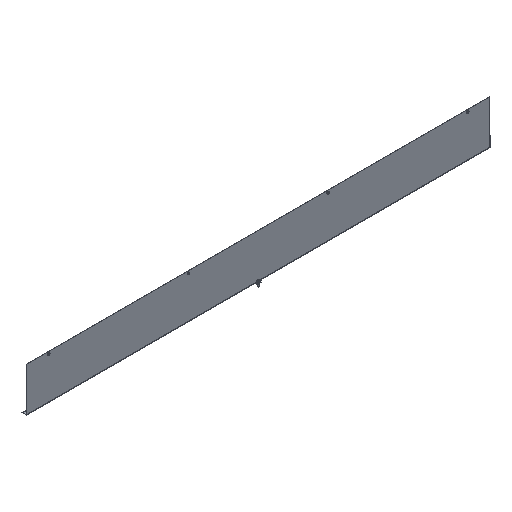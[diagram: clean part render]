
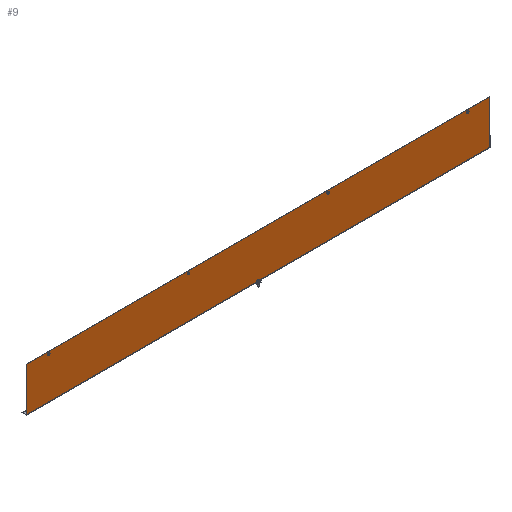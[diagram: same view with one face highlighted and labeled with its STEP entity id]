
A CAD part, isometric view. The second image highlights one B-rep face of the part: STEP entity #9.
In plain terms, the highlighted planar face has unit normal (0, -1, 0).
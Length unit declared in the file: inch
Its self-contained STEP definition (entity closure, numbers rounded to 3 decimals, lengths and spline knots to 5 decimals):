
#2 = ORIENTED_EDGE ( 'NONE', *, *, #626, .T. ) ;
#9 = ADVANCED_FACE ( 'NONE', ( #921, #1659, #1803, #1245, #1370 ), #1823, .T. ) ;
#14 = DIRECTION ( 'NONE',  ( -1., 0., 0. ) ) ;
#180 = DIRECTION ( 'NONE',  ( 0., 0., -1. ) ) ;
#256 = AXIS2_PLACEMENT_3D ( 'NONE', #745, #780, #758 ) ;
#314 = VERTEX_POINT ( 'NONE', #1802 ) ;
#334 = VECTOR ( 'NONE', #1681, 39.37008 ) ;
#404 = VECTOR ( 'NONE', #659, 39.37008 ) ;
#429 = DIRECTION ( 'NONE',  ( 0., 0., -1. ) ) ;
#454 = CARTESIAN_POINT ( 'NONE',  ( 29.8435, 0., 5.718 ) ) ;
#467 = CARTESIAN_POINT ( 'NONE',  ( -27.0005, 0., 5.2895 ) ) ;
#474 = VECTOR ( 'NONE', #1522, 39.37008 ) ;
#576 = VERTEX_POINT ( 'NONE', #1892 ) ;
#591 = ORIENTED_EDGE ( 'NONE', *, *, #972, .T. ) ;
#607 = EDGE_LOOP ( 'NONE', ( #1003 ) ) ;
#613 = CARTESIAN_POINT ( 'NONE',  ( 26.9995, 0., 5.43 ) ) ;
#626 = EDGE_CURVE ( 'NONE', #1134, #918, #962, .T. ) ;
#659 = DIRECTION ( 'NONE',  ( 0., 0., 1. ) ) ;
#673 = VECTOR ( 'NONE', #14, 39.37008 ) ;
#723 = CARTESIAN_POINT ( 'NONE',  ( 8.9995, 0., 5.2895 ) ) ;
#736 = DIRECTION ( 'NONE',  ( 0., 1., 0. ) ) ;
#739 = CIRCLE ( 'NONE', #1860, 0.1405 ) ;
#745 = CARTESIAN_POINT ( 'NONE',  ( -29.8435, 0., 5.718 ) ) ;
#758 = DIRECTION ( 'NONE',  ( 0., 0., -1. ) ) ;
#780 = DIRECTION ( 'NONE',  ( 0., -1., 0. ) ) ;
#836 = EDGE_LOOP ( 'NONE', ( #1603 ) ) ;
#837 = AXIS2_PLACEMENT_3D ( 'NONE', #1922, #868, #1590 ) ;
#845 = AXIS2_PLACEMENT_3D ( 'NONE', #613, #1534, #180 ) ;
#868 = DIRECTION ( 'NONE',  ( 0., 1., 0. ) ) ;
#874 = EDGE_CURVE ( 'NONE', #887, #887, #1397, .T. ) ;
#887 = VERTEX_POINT ( 'NONE', #723 ) ;
#918 = VERTEX_POINT ( 'NONE', #454 ) ;
#921 = FACE_OUTER_BOUND ( 'NONE', #1220, .T. ) ;
#949 = LINE ( 'NONE', #1533, #334 ) ;
#955 = CARTESIAN_POINT ( 'NONE',  ( 29.8435, 0., 5.718 ) ) ;
#962 = LINE ( 'NONE', #955, #404 ) ;
#972 = EDGE_CURVE ( 'NONE', #576, #576, #1716, .T. ) ;
#1003 = ORIENTED_EDGE ( 'NONE', *, *, #1908, .T. ) ;
#1027 = DIRECTION ( 'NONE',  ( 0., 1., 0. ) ) ;
#1069 = EDGE_CURVE ( 'NONE', #1265, #1132, #1808, .T. ) ;
#1077 = AXIS2_PLACEMENT_3D ( 'NONE', #1743, #1027, #429 ) ;
#1132 = VERTEX_POINT ( 'NONE', #1574 ) ;
#1134 = VERTEX_POINT ( 'NONE', #1423 ) ;
#1152 = CIRCLE ( 'NONE', #837, 0.1405 ) ;
#1191 = ORIENTED_EDGE ( 'NONE', *, *, #1069, .F. ) ;
#1213 = CARTESIAN_POINT ( 'NONE',  ( -27.0005, 0., 5.43 ) ) ;
#1220 = EDGE_LOOP ( 'NONE', ( #1191, #1787, #2, #1286 ) ) ;
#1245 = FACE_BOUND ( 'NONE', #1868, .T. ) ;
#1265 = VERTEX_POINT ( 'NONE', #1726 ) ;
#1286 = ORIENTED_EDGE ( 'NONE', *, *, #1809, .T. ) ;
#1352 = DIRECTION ( 'NONE',  ( 0., 0., -1. ) ) ;
#1370 = FACE_BOUND ( 'NONE', #1865, .T. ) ;
#1383 = LINE ( 'NONE', #1805, #673 ) ;
#1397 = CIRCLE ( 'NONE', #1077, 0.1405 ) ;
#1401 = CARTESIAN_POINT ( 'NONE',  ( -29.8435, 0., 0. ) ) ;
#1423 = CARTESIAN_POINT ( 'NONE',  ( 29.8435, 0., 0.072 ) ) ;
#1522 = DIRECTION ( 'NONE',  ( 0., 0., 1. ) ) ;
#1533 = CARTESIAN_POINT ( 'NONE',  ( -29.8435, 0., 0.072 ) ) ;
#1534 = DIRECTION ( 'NONE',  ( 0., 1., 0. ) ) ;
#1574 = CARTESIAN_POINT ( 'NONE',  ( -29.8435, 0., 5.718 ) ) ;
#1576 = ORIENTED_EDGE ( 'NONE', *, *, #1699, .T. ) ;
#1590 = DIRECTION ( 'NONE',  ( 0., 0., -1. ) ) ;
#1603 = ORIENTED_EDGE ( 'NONE', *, *, #874, .T. ) ;
#1658 = VERTEX_POINT ( 'NONE', #467 ) ;
#1659 = FACE_BOUND ( 'NONE', #607, .T. ) ;
#1681 = DIRECTION ( 'NONE',  ( 1., 0., 0. ) ) ;
#1699 = EDGE_CURVE ( 'NONE', #1658, #1658, #739, .T. ) ;
#1716 = CIRCLE ( 'NONE', #845, 0.1405 ) ;
#1726 = CARTESIAN_POINT ( 'NONE',  ( -29.8435, 0., 0.072 ) ) ;
#1743 = CARTESIAN_POINT ( 'NONE',  ( 8.9995, 0., 5.43 ) ) ;
#1787 = ORIENTED_EDGE ( 'NONE', *, *, #1848, .T. ) ;
#1802 = CARTESIAN_POINT ( 'NONE',  ( -9.0005, 0., 5.2895 ) ) ;
#1803 = FACE_BOUND ( 'NONE', #836, .T. ) ;
#1805 = CARTESIAN_POINT ( 'NONE',  ( -29.8435, 0., 5.718 ) ) ;
#1808 = LINE ( 'NONE', #1401, #474 ) ;
#1809 = EDGE_CURVE ( 'NONE', #918, #1132, #1383, .T. ) ;
#1823 = PLANE ( 'NONE',  #256 ) ;
#1848 = EDGE_CURVE ( 'NONE', #1265, #1134, #949, .T. ) ;
#1860 = AXIS2_PLACEMENT_3D ( 'NONE', #1213, #736, #1352 ) ;
#1865 = EDGE_LOOP ( 'NONE', ( #1576 ) ) ;
#1868 = EDGE_LOOP ( 'NONE', ( #591 ) ) ;
#1892 = CARTESIAN_POINT ( 'NONE',  ( 26.9995, 0., 5.2895 ) ) ;
#1908 = EDGE_CURVE ( 'NONE', #314, #314, #1152, .T. ) ;
#1922 = CARTESIAN_POINT ( 'NONE',  ( -9.0005, 0., 5.43 ) ) ;
